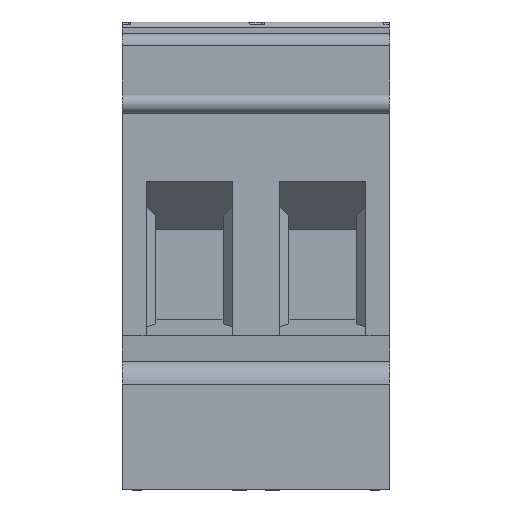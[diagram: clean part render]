
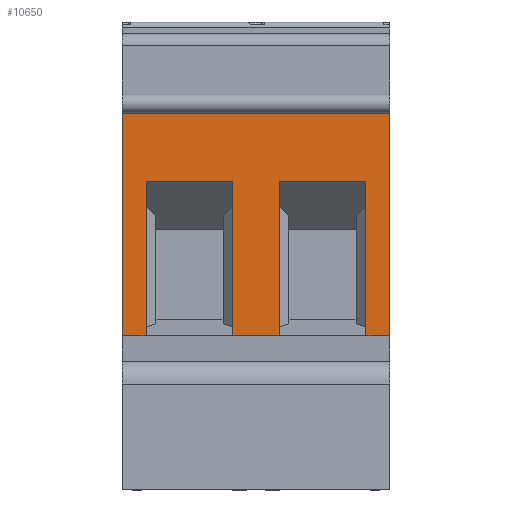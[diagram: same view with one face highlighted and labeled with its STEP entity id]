
A CAD part, top view. The second image highlights one B-rep face of the part: STEP entity #10650.
In plain terms, the highlighted planar face has unit normal (0, 0, 1).
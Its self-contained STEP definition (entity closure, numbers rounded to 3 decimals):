
#876=DIRECTION('',(0.,-1.,0.));
#877=VECTOR('',#876,18.72);
#878=CARTESIAN_POINT('',(0.,30.02,0.));
#879=LINE('',#878,#877);
#1362=DIRECTION('',(1.,0.,0.));
#1363=VECTOR('',#1362,7.25);
#1364=CARTESIAN_POINT('',(13.25,24.3,0.));
#1365=LINE('',#1364,#1363);
#1418=DIRECTION('',(1.,0.,0.));
#1419=VECTOR('',#1418,22.5);
#1420=CARTESIAN_POINT('',(0.,30.02,0.));
#1421=LINE('',#1420,#1419);
#1422=DIRECTION('',(0.,-1.,0.));
#1423=VECTOR('',#1422,18.72);
#1424=CARTESIAN_POINT('',(22.5,30.02,0.));
#1425=LINE('',#1424,#1423);
#1426=DIRECTION('',(0.,1.,0.));
#1427=VECTOR('',#1426,13.);
#1428=CARTESIAN_POINT('',(20.5,11.3,0.));
#1429=LINE('',#1428,#1427);
#1430=DIRECTION('',(0.,-1.,0.));
#1431=VECTOR('',#1430,13.);
#1432=CARTESIAN_POINT('',(13.25,24.3,0.));
#1433=LINE('',#1432,#1431);
#1434=DIRECTION('',(0.,-1.,0.));
#1435=VECTOR('',#1434,13.);
#1436=CARTESIAN_POINT('',(2.,24.3,0.));
#1437=LINE('',#1436,#1435);
#3238=DIRECTION('',(1.,0.,0.));
#3239=VECTOR('',#3238,2.);
#3240=CARTESIAN_POINT('',(20.5,11.3,0.));
#3241=LINE('',#3240,#3239);
#3242=DIRECTION('',(1.,0.,0.));
#3243=VECTOR('',#3242,2.);
#3244=CARTESIAN_POINT('',(0.,11.3,0.));
#3245=LINE('',#3244,#3243);
#3250=DIRECTION('',(1.,0.,0.));
#3251=VECTOR('',#3250,4.);
#3252=CARTESIAN_POINT('',(9.25,11.3,0.));
#3253=LINE('',#3252,#3251);
#3278=DIRECTION('',(1.,0.,0.));
#3279=VECTOR('',#3278,7.25);
#3280=CARTESIAN_POINT('',(2.,24.3,0.));
#3281=LINE('',#3280,#3279);
#3717=DIRECTION('',(0.,-1.,0.));
#3718=VECTOR('',#3717,13.);
#3719=CARTESIAN_POINT('',(9.25,24.3,0.));
#3720=LINE('',#3719,#3718);
#6862=CARTESIAN_POINT('',(0.,11.3,0.));
#6864=VERTEX_POINT('',#6862);
#6900=CARTESIAN_POINT('',(13.25,11.3,0.));
#6901=CARTESIAN_POINT('',(20.5,11.3,0.));
#6902=VERTEX_POINT('',#6900);
#6903=VERTEX_POINT('',#6901);
#6904=CARTESIAN_POINT('',(22.5,11.3,0.));
#6905=VERTEX_POINT('',#6904);
#6906=CARTESIAN_POINT('',(2.,11.3,0.));
#6907=VERTEX_POINT('',#6906);
#6908=CARTESIAN_POINT('',(9.25,11.3,0.));
#6909=VERTEX_POINT('',#6908);
#6938=CARTESIAN_POINT('',(13.25,24.3,0.));
#6939=VERTEX_POINT('',#6938);
#6940=CARTESIAN_POINT('',(20.5,24.3,0.));
#6941=VERTEX_POINT('',#6940);
#7112=CARTESIAN_POINT('',(2.,24.3,0.));
#7113=VERTEX_POINT('',#7112);
#7114=CARTESIAN_POINT('',(9.25,24.3,0.));
#7115=VERTEX_POINT('',#7114);
#8474=CARTESIAN_POINT('',(0.,30.02,0.));
#8475=CARTESIAN_POINT('',(22.5,30.02,0.));
#8476=VERTEX_POINT('',#8474);
#8477=VERTEX_POINT('',#8475);
#10623=CARTESIAN_POINT('',(11.25,20.808,0.));
#10624=DIRECTION('',(0.,0.,1.));
#10625=DIRECTION('',(0.,-1.,0.));
#10626=AXIS2_PLACEMENT_3D('',#10623,#10624,#10625);
#10627=PLANE('',#10626);
#10629=ORIENTED_EDGE('',*,*,#10628,.T.);
#10630=ORIENTED_EDGE('',*,*,#9752,.T.);
#10632=ORIENTED_EDGE('',*,*,#10631,.F.);
#10634=ORIENTED_EDGE('',*,*,#10633,.T.);
#10635=ORIENTED_EDGE('',*,*,#10547,.F.);
#10636=ORIENTED_EDGE('',*,*,#10618,.T.);
#10638=ORIENTED_EDGE('',*,*,#10637,.F.);
#10640=ORIENTED_EDGE('',*,*,#10639,.F.);
#10642=ORIENTED_EDGE('',*,*,#10641,.F.);
#10644=ORIENTED_EDGE('',*,*,#10643,.T.);
#10646=ORIENTED_EDGE('',*,*,#10645,.F.);
#10647=ORIENTED_EDGE('',*,*,#9926,.F.);
#10648=EDGE_LOOP('',(#10629,#10630,#10632,#10634,#10635,#10636,#10638,#10640,
#10642,#10644,#10646,#10647));
#10649=FACE_OUTER_BOUND('',#10648,.F.);
#9752=EDGE_CURVE('',#8477,#6905,#1425,.T.);
#9926=EDGE_CURVE('',#8476,#6864,#879,.T.);
#10547=EDGE_CURVE('',#6939,#6941,#1365,.T.);
#10618=EDGE_CURVE('',#6939,#6902,#1433,.T.);
#10628=EDGE_CURVE('',#8476,#8477,#1421,.T.);
#10631=EDGE_CURVE('',#6903,#6905,#3241,.T.);
#10633=EDGE_CURVE('',#6903,#6941,#1429,.T.);
#10637=EDGE_CURVE('',#6909,#6902,#3253,.T.);
#10639=EDGE_CURVE('',#7115,#6909,#3720,.T.);
#10641=EDGE_CURVE('',#7113,#7115,#3281,.T.);
#10643=EDGE_CURVE('',#7113,#6907,#1437,.T.);
#10645=EDGE_CURVE('',#6864,#6907,#3245,.T.);
#10650=ADVANCED_FACE('',(#10649),#10627,.T.);
